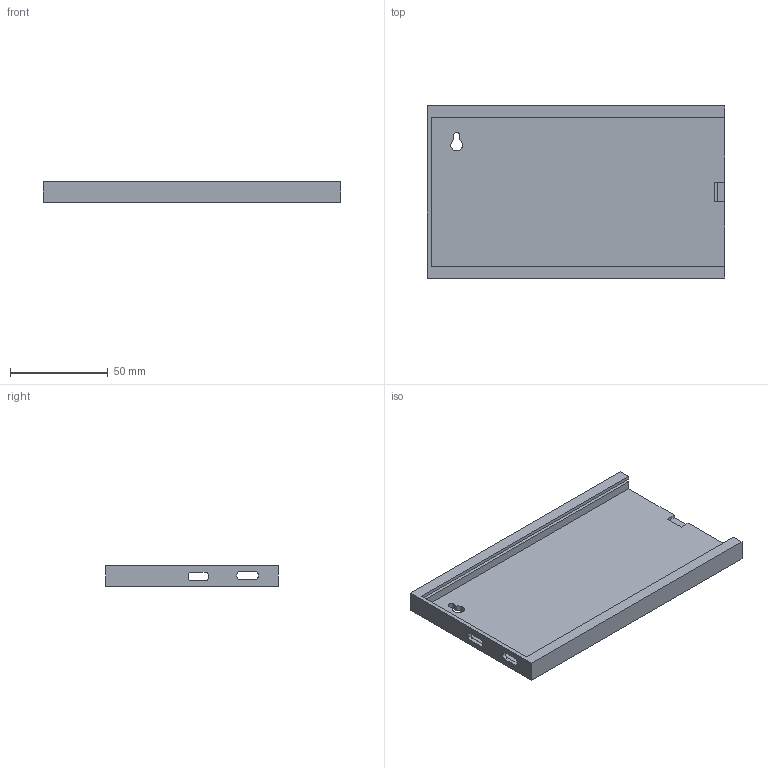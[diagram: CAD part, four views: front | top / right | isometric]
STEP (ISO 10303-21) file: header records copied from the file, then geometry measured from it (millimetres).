
FILE_DESCRIPTION(/* description */ ('Alibre Inc.'),/* implementation_level */ '2;1');
FILE_NAME(/* name */ 'export-A7DA21FB-EBF1-4D59-BB79-C7D6372633EA',/* time_stamp */ '2025-05-06T15:07:49+02:00',/* author */ (''),/* organization */ (''),/* preprocessor_version */ 'ST-DEVELOPER v17',/* originating_system */ 'Alibre',/* authorisation */ '');
FILE_SCHEMA (('AUTOMOTIVE_DESIGN'));
Length unit declared in the file: millimetre
Bounding box: 152 x 88 x 10.7 mm (x, y, z)
Volume: 53702.7 mm3; surface area: 35663.2 mm2
Topology: 1 solids, 1 shells, 43 faces, 123 edges, 82 vertices
Faces by surface type: plane 32, cylinder 11
Entity records: 1390 total; most frequent: CARTESIAN_POINT 247, ORIENTED_EDGE 246, DIRECTION 198, EDGE_CURVE 123, VECTOR 100, LINE 100, VERTEX_POINT 82, AXIS2_PLACEMENT_3D 65
